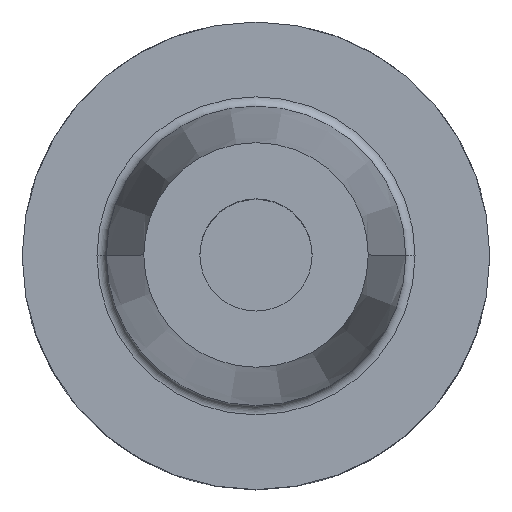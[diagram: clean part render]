
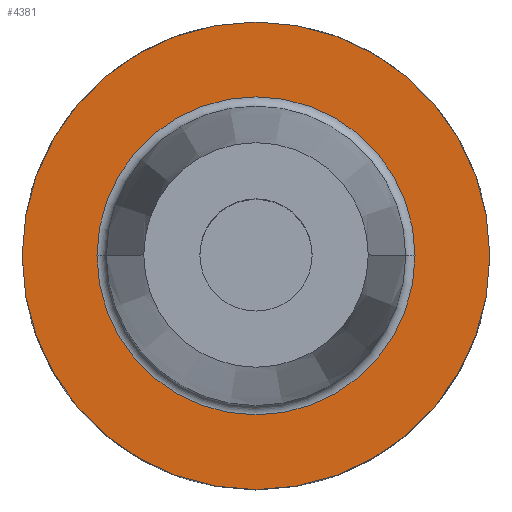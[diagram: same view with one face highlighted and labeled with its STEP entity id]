
A CAD part, top view. The second image highlights one B-rep face of the part: STEP entity #4381.
In plain terms, the highlighted planar face has unit normal (0, 0, 1).
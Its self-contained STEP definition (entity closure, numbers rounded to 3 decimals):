
#22 = CARTESIAN_POINT ( 'NONE',  ( 0., 0., 20. ) ) ;
#37 = DIRECTION ( 'NONE',  ( -1., 0., 0. ) ) ;
#154 = EDGE_CURVE ( 'NONE', #2464, #1043, #2725, .T. ) ;
#164 = VERTEX_POINT ( 'NONE', #3542 ) ;
#214 = ORIENTED_EDGE ( 'NONE', *, *, #3203, .T. ) ;
#351 = AXIS2_PLACEMENT_3D ( 'NONE', #2354, #2395, #2454 ) ;
#374 = DIRECTION ( 'NONE',  ( -1., 0., 0. ) ) ;
#537 = AXIS2_PLACEMENT_3D ( 'NONE', #4042, #4144, #1951 ) ;
#568 = EDGE_CURVE ( 'NONE', #1043, #2464, #2389, .T. ) ;
#588 = FACE_BOUND ( 'NONE', #2523, .T. ) ;
#1043 = VERTEX_POINT ( 'NONE', #2038 ) ;
#1057 = ORIENTED_EDGE ( 'NONE', *, *, #568, .T. ) ;
#1595 = PLANE ( 'NONE',  #537 ) ;
#1753 = CIRCLE ( 'NONE', #4254, 17. ) ;
#1755 = CIRCLE ( 'NONE', #2918, 17. ) ;
#1880 = CARTESIAN_POINT ( 'NONE',  ( 17., 0., 20. ) ) ;
#1951 = DIRECTION ( 'NONE',  ( -1., 0., 0. ) ) ;
#2007 = DIRECTION ( 'NONE',  ( 0., 0., 1. ) ) ;
#2014 = ORIENTED_EDGE ( 'NONE', *, *, #154, .T. ) ;
#2020 = CARTESIAN_POINT ( 'NONE',  ( 0., 0., 20. ) ) ;
#2038 = CARTESIAN_POINT ( 'NONE',  ( -25., 0., 20. ) ) ;
#2197 = DIRECTION ( 'NONE',  ( 0., 0., -1. ) ) ;
#2354 = CARTESIAN_POINT ( 'NONE',  ( 0., 0., 20. ) ) ;
#2389 = CIRCLE ( 'NONE', #2780, 25. ) ;
#2395 = DIRECTION ( 'NONE',  ( 0., 0., 1. ) ) ;
#2454 = DIRECTION ( 'NONE',  ( 1., 0., 0. ) ) ;
#2464 = VERTEX_POINT ( 'NONE', #3156 ) ;
#2523 = EDGE_LOOP ( 'NONE', ( #214, #3936 ) ) ;
#2544 = DIRECTION ( 'NONE',  ( 0., 0., -1. ) ) ;
#2725 = CIRCLE ( 'NONE', #351, 25. ) ;
#2780 = AXIS2_PLACEMENT_3D ( 'NONE', #2020, #2007, #3829 ) ;
#2918 = AXIS2_PLACEMENT_3D ( 'NONE', #4420, #2197, #37 ) ;
#3065 = EDGE_LOOP ( 'NONE', ( #2014, #1057 ) ) ;
#3156 = CARTESIAN_POINT ( 'NONE',  ( 25., 0., 20. ) ) ;
#3203 = EDGE_CURVE ( 'NONE', #164, #3808, #1755, .T. ) ;
#3457 = FACE_OUTER_BOUND ( 'NONE', #3065, .T. ) ;
#3542 = CARTESIAN_POINT ( 'NONE',  ( -17., 0., 20. ) ) ;
#3642 = EDGE_CURVE ( 'NONE', #3808, #164, #1753, .T. ) ;
#3808 = VERTEX_POINT ( 'NONE', #1880 ) ;
#3829 = DIRECTION ( 'NONE',  ( 1., 0., 0. ) ) ;
#3936 = ORIENTED_EDGE ( 'NONE', *, *, #3642, .T. ) ;
#4042 = CARTESIAN_POINT ( 'NONE',  ( 0., 0., 20. ) ) ;
#4144 = DIRECTION ( 'NONE',  ( 0., 0., -1. ) ) ;
#4254 = AXIS2_PLACEMENT_3D ( 'NONE', #22, #2544, #374 ) ;
#4381 = ADVANCED_FACE ( 'NONE', ( #588, #3457 ), #1595, .F. ) ;
#4420 = CARTESIAN_POINT ( 'NONE',  ( 0., 0., 20. ) ) ;
